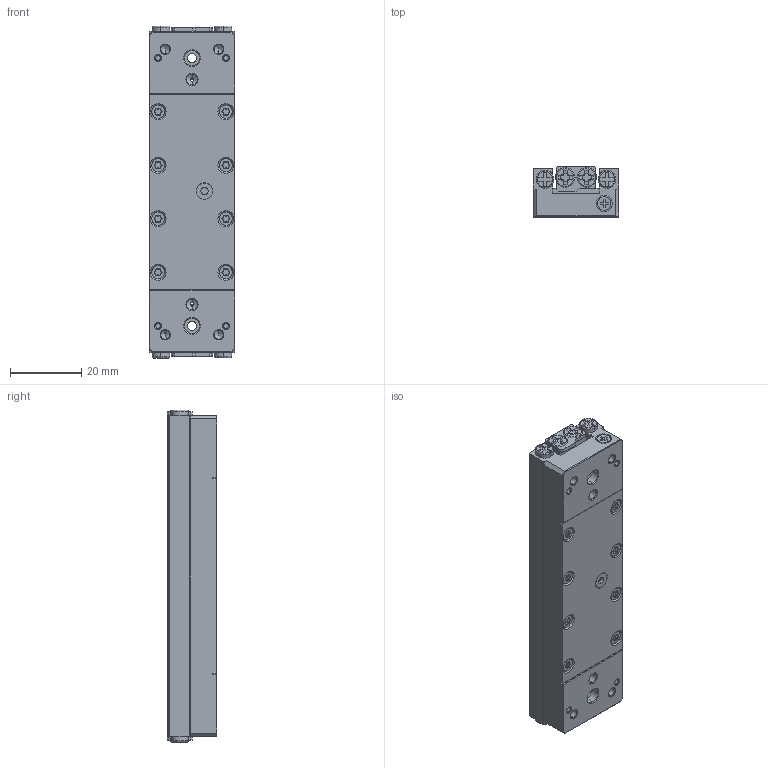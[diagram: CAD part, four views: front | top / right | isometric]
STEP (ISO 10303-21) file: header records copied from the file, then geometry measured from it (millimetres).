
FILE_DESCRIPTION (( 'STEP AP203' ), '1' );
FILE_NAME ('L050x.Indus V3.0-WEB.STEP', '2024-09-24T07:29:21', ( '' ), ( '' ), 'SwSTEP 2.0', 'SolidWorks 2020', '' );
FILE_SCHEMA (( 'CONFIG_CONTROL_DESIGN' ));
Length unit declared in the file: millimetre
Products named in the file (1): L050x.Indus V3.0-WEB
Bounding box: 24 x 14 x 93 mm (x, y, z)
Volume: 25880.4 mm3; surface area: 14940.3 mm2
Topology: 14 solids, 23 shells, 1464 faces, 3414 edges, 2081 vertices
Faces by surface type: plane 731, cylinder 377, cone 269, torus 87
Entity records: 41414 total; most frequent: DIRECTION 7537, CARTESIAN_POINT 7055, ORIENTED_EDGE 6812, EDGE_CURVE 3406, AXIS2_PLACEMENT_3D 2691, LINE 2155, VECTOR 2155, VERTEX_POINT 2081
